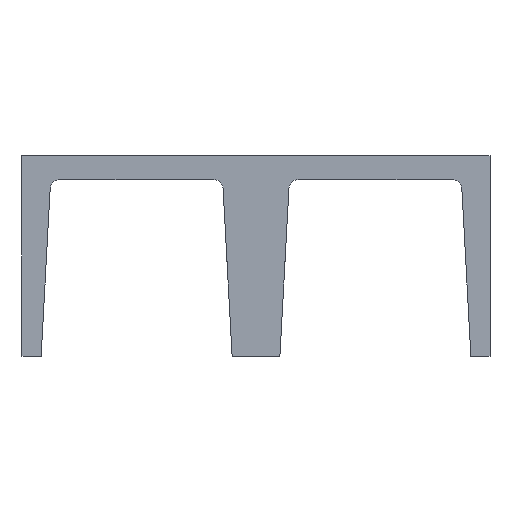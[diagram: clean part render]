
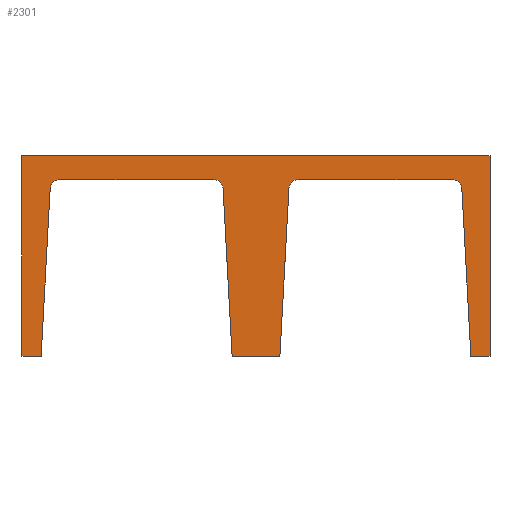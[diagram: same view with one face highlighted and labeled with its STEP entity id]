
A CAD part, front view. The second image highlights one B-rep face of the part: STEP entity #2301.
In plain terms, the highlighted planar face has unit normal (0, -1, 0).
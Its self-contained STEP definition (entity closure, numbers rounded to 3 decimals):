
#64=CIRCLE('',#2408,2.);
#66=CIRCLE('',#2413,2.);
#69=CIRCLE('',#2421,2.);
#72=CIRCLE('',#2430,2.);
#131=FACE_OUTER_BOUND('',#249,.T.);
#249=EDGE_LOOP('',(#1660,#1661,#1662,#1663,#1664,#1665,#1666,#1667,#1668,
#1669,#1670,#1671,#1672,#1673,#1674,#1675));
#403=LINE('',#3285,#695);
#405=LINE('',#3290,#697);
#412=LINE('',#3309,#704);
#422=LINE('',#3336,#714);
#426=LINE('',#3345,#718);
#433=LINE('',#3362,#725);
#446=LINE('',#3391,#738);
#447=LINE('',#3393,#739);
#448=LINE('',#3395,#740);
#449=LINE('',#3397,#741);
#450=LINE('',#3398,#742);
#451=LINE('',#3399,#743);
#695=VECTOR('',#2638,10.);
#697=VECTOR('',#2642,10.);
#704=VECTOR('',#2661,10.);
#714=VECTOR('',#2687,10.);
#718=VECTOR('',#2695,10.);
#725=VECTOR('',#2712,10.);
#738=VECTOR('',#2739,10.);
#739=VECTOR('',#2740,10.);
#740=VECTOR('',#2741,10.);
#741=VECTOR('',#2742,10.);
#742=VECTOR('',#2743,10.);
#743=VECTOR('',#2744,10.);
#983=VERTEX_POINT('',#3275);
#984=VERTEX_POINT('',#3277);
#986=VERTEX_POINT('',#3283);
#988=VERTEX_POINT('',#3289);
#990=VERTEX_POINT('',#3295);
#994=VERTEX_POINT('',#3307);
#998=VERTEX_POINT('',#3320);
#999=VERTEX_POINT('',#3322);
#1003=VERTEX_POINT('',#3334);
#1006=VERTEX_POINT('',#3344);
#1009=VERTEX_POINT('',#3354);
#1011=VERTEX_POINT('',#3360);
#1020=VERTEX_POINT('',#3390);
#1021=VERTEX_POINT('',#3392);
#1022=VERTEX_POINT('',#3394);
#1023=VERTEX_POINT('',#3396);
#1218=EDGE_CURVE('',#984,#983,#64,.T.);
#1222=EDGE_CURVE('',#983,#986,#403,.T.);
#1224=EDGE_CURVE('',#988,#984,#405,.T.);
#1228=EDGE_CURVE('',#986,#990,#66,.T.);
#1234=EDGE_CURVE('',#990,#994,#412,.T.);
#1240=EDGE_CURVE('',#999,#998,#69,.T.);
#1247=EDGE_CURVE('',#998,#1003,#422,.T.);
#1251=EDGE_CURVE('',#1006,#999,#426,.T.);
#1257=EDGE_CURVE('',#1003,#1009,#72,.T.);
#1260=EDGE_CURVE('',#1009,#1011,#433,.T.);
#1274=EDGE_CURVE('',#1020,#994,#446,.T.);
#1275=EDGE_CURVE('',#1020,#1021,#447,.T.);
#1276=EDGE_CURVE('',#1022,#1021,#448,.T.);
#1277=EDGE_CURVE('',#1022,#1023,#449,.T.);
#1278=EDGE_CURVE('',#1006,#1023,#450,.T.);
#1279=EDGE_CURVE('',#988,#1011,#451,.T.);
#1660=ORIENTED_EDGE('',*,*,#1224,.T.);
#1661=ORIENTED_EDGE('',*,*,#1218,.T.);
#1662=ORIENTED_EDGE('',*,*,#1222,.T.);
#1663=ORIENTED_EDGE('',*,*,#1228,.T.);
#1664=ORIENTED_EDGE('',*,*,#1234,.T.);
#1665=ORIENTED_EDGE('',*,*,#1274,.F.);
#1666=ORIENTED_EDGE('',*,*,#1275,.T.);
#1667=ORIENTED_EDGE('',*,*,#1276,.F.);
#1668=ORIENTED_EDGE('',*,*,#1277,.T.);
#1669=ORIENTED_EDGE('',*,*,#1278,.F.);
#1670=ORIENTED_EDGE('',*,*,#1251,.T.);
#1671=ORIENTED_EDGE('',*,*,#1240,.T.);
#1672=ORIENTED_EDGE('',*,*,#1247,.T.);
#1673=ORIENTED_EDGE('',*,*,#1257,.T.);
#1674=ORIENTED_EDGE('',*,*,#1260,.T.);
#1675=ORIENTED_EDGE('',*,*,#1279,.F.);
#2197=PLANE('',#2438);
#2301=ADVANCED_FACE('',(#131),#2197,.T.);
#2408=AXIS2_PLACEMENT_3D('',#3278,#2631,#2632);
#2413=AXIS2_PLACEMENT_3D('',#3297,#2649,#2650);
#2421=AXIS2_PLACEMENT_3D('',#3323,#2674,#2675);
#2430=AXIS2_PLACEMENT_3D('',#3356,#2706,#2707);
#2438=AXIS2_PLACEMENT_3D('',#3389,#2737,#2738);
#2631=DIRECTION('center_axis',(0.,1.,0.));
#2632=DIRECTION('ref_axis',(0.,0.,1.));
#2638=DIRECTION('',(1.,0.,0.));
#2642=DIRECTION('',(0.054,0.,0.999));
#2649=DIRECTION('center_axis',(0.,1.,0.));
#2650=DIRECTION('ref_axis',(0.999,0.,0.054));
#2661=DIRECTION('',(0.054,0.,-0.999));
#2674=DIRECTION('center_axis',(0.,1.,0.));
#2675=DIRECTION('ref_axis',(0.,0.,1.));
#2687=DIRECTION('',(1.,0.,0.));
#2695=DIRECTION('',(0.054,0.,0.999));
#2706=DIRECTION('center_axis',(0.,1.,0.));
#2707=DIRECTION('ref_axis',(0.999,0.,0.054));
#2712=DIRECTION('',(0.054,0.,-0.999));
#2737=DIRECTION('center_axis',(0.,-1.,0.));
#2738=DIRECTION('ref_axis',(1.,0.,0.));
#2739=DIRECTION('',(-1.,0.,0.));
#2740=DIRECTION('',(0.,0.,1.));
#2741=DIRECTION('',(1.,0.,0.));
#2742=DIRECTION('',(0.,0.,-1.));
#2743=DIRECTION('',(-1.,0.,0.));
#2744=DIRECTION('',(-1.,0.,0.));
#3275=CARTESIAN_POINT('',(57.895,-113.,37.));
#3277=CARTESIAN_POINT('',(55.898,-113.,35.108));
#3278=CARTESIAN_POINT('Origin',(57.895,-113.,35.));
#3283=CARTESIAN_POINT('',(90.105,-113.,37.));
#3285=CARTESIAN_POINT('',(28.947,-113.,37.));
#3289=CARTESIAN_POINT('',(54.,-113.,0.));
#3290=CARTESIAN_POINT('',(54.999,-113.,18.487));
#3295=CARTESIAN_POINT('',(92.102,-113.,35.108));
#3297=CARTESIAN_POINT('Origin',(90.105,-113.,35.));
#3307=CARTESIAN_POINT('',(94.,-113.,0.));
#3309=CARTESIAN_POINT('',(91.836,-113.,40.029));
#3320=CARTESIAN_POINT('',(7.895,-113.,37.));
#3322=CARTESIAN_POINT('',(5.898,-113.,35.108));
#3323=CARTESIAN_POINT('Origin',(7.895,-113.,35.));
#3334=CARTESIAN_POINT('',(40.105,-113.,37.));
#3336=CARTESIAN_POINT('',(3.947,-113.,37.));
#3344=CARTESIAN_POINT('',(4.,-113.,0.));
#3345=CARTESIAN_POINT('',(5.072,-113.,19.834));
#3354=CARTESIAN_POINT('',(42.102,-113.,35.108));
#3356=CARTESIAN_POINT('Origin',(40.105,-113.,35.));
#3360=CARTESIAN_POINT('',(44.,-113.,0.));
#3362=CARTESIAN_POINT('',(41.909,-113.,38.681));
#3389=CARTESIAN_POINT('Origin',(0.,-113.,40.));
#3390=CARTESIAN_POINT('',(98.,-113.,0.));
#3391=CARTESIAN_POINT('',(0.,-113.,0.));
#3392=CARTESIAN_POINT('',(98.,-113.,42.));
#3393=CARTESIAN_POINT('',(98.,-113.,40.));
#3394=CARTESIAN_POINT('',(0.,-113.,42.));
#3395=CARTESIAN_POINT('',(0.,-113.,42.));
#3396=CARTESIAN_POINT('',(0.,-113.,0.));
#3397=CARTESIAN_POINT('',(0.,-113.,40.));
#3398=CARTESIAN_POINT('',(0.,-113.,0.));
#3399=CARTESIAN_POINT('',(0.,-113.,0.));
